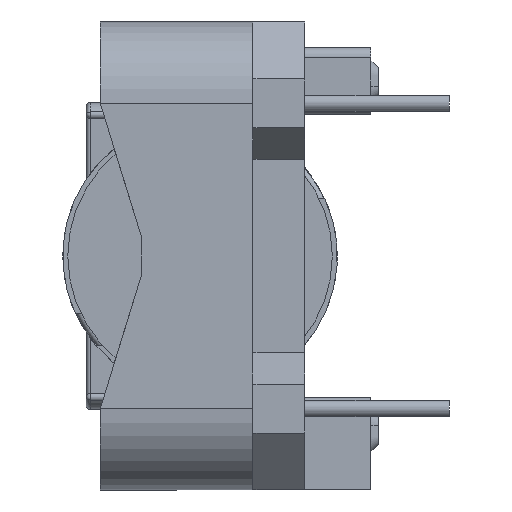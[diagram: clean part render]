
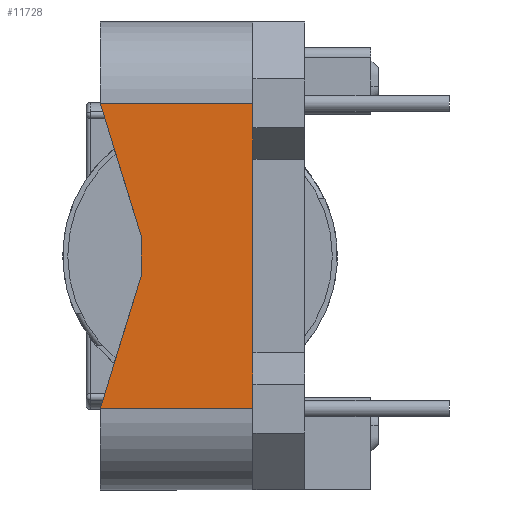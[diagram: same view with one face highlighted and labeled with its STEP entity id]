
A CAD part, left-side view. The second image highlights one B-rep face of the part: STEP entity #11728.
In plain terms, the highlighted planar face has unit normal (-1, 0, 0).
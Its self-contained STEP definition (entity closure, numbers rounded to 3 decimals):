
#247 = CARTESIAN_POINT ( 'NONE',  ( -32.245, 16.912, -1. ) ) ;
#471 = VECTOR ( 'NONE', #16178, 1000. ) ;
#661 = DIRECTION ( 'NONE',  ( 0., 0., 1. ) ) ;
#1256 = ORIENTED_EDGE ( 'NONE', *, *, #20299, .F. ) ;
#1710 = CARTESIAN_POINT ( 'NONE',  ( -32.245, 11.412, 7.5 ) ) ;
#2029 = CARTESIAN_POINT ( 'NONE',  ( -32.245, 18.912, -7.5 ) ) ;
#2441 = VERTEX_POINT ( 'NONE', #22537 ) ;
#2477 = LINE ( 'NONE', #17693, #5329 ) ;
#2936 = CARTESIAN_POINT ( 'NONE',  ( -32.245, 18.912, 0. ) ) ;
#3142 = VECTOR ( 'NONE', #10630, 1000. ) ;
#3391 = LINE ( 'NONE', #9864, #13629 ) ;
#3678 = EDGE_CURVE ( 'NONE', #5486, #13984, #3391, .T. ) ;
#4369 = CARTESIAN_POINT ( 'NONE',  ( -32.245, 11.412, 0. ) ) ;
#4875 = EDGE_CURVE ( 'NONE', #22937, #21292, #19804, .T. ) ;
#5329 = VECTOR ( 'NONE', #8481, 1000. ) ;
#5486 = VERTEX_POINT ( 'NONE', #247 ) ;
#6176 = DIRECTION ( 'NONE',  ( 0., 0., 1. ) ) ;
#8014 = LINE ( 'NONE', #10782, #9986 ) ;
#8075 = VECTOR ( 'NONE', #6176, 1000. ) ;
#8182 = FACE_OUTER_BOUND ( 'NONE', #15335, .T. ) ;
#8481 = DIRECTION ( 'NONE',  ( 0., -0.294, 0.956 ) ) ;
#8552 = PLANE ( 'NONE',  #10382 ) ;
#8925 = ORIENTED_EDGE ( 'NONE', *, *, #18907, .T. ) ;
#8961 = CARTESIAN_POINT ( 'NONE',  ( -32.245, 11.412, 0. ) ) ;
#9864 = CARTESIAN_POINT ( 'NONE',  ( -32.245, 16.912, -1. ) ) ;
#9986 = VECTOR ( 'NONE', #16323, 1000. ) ;
#10023 = ORIENTED_EDGE ( 'NONE', *, *, #15027, .T. ) ;
#10382 = AXIS2_PLACEMENT_3D ( 'NONE', #2936, #15757, #21093 ) ;
#10457 = LINE ( 'NONE', #13279, #11053 ) ;
#10630 = DIRECTION ( 'NONE',  ( 0., -1., 0. ) ) ;
#10655 = CARTESIAN_POINT ( 'NONE',  ( -32.245, 11.412, 4.75 ) ) ;
#10782 = CARTESIAN_POINT ( 'NONE',  ( -32.245, 18.912, 7.5 ) ) ;
#11053 = VECTOR ( 'NONE', #661, 1000. ) ;
#11287 = DIRECTION ( 'NONE',  ( 0., -1., 0. ) ) ;
#11291 = CARTESIAN_POINT ( 'NONE',  ( -32.245, 16.912, 1. ) ) ;
#11368 = VECTOR ( 'NONE', #11287, 1000. ) ;
#11622 = ORIENTED_EDGE ( 'NONE', *, *, #3678, .F. ) ;
#11728 = ADVANCED_FACE ( 'NONE', ( #8182 ), #8552, .F. ) ;
#12491 = EDGE_CURVE ( 'NONE', #19575, #5486, #2477, .T. ) ;
#13279 = CARTESIAN_POINT ( 'NONE',  ( -32.245, 11.412, 0. ) ) ;
#13329 = DIRECTION ( 'NONE',  ( 0., 0., 1. ) ) ;
#13629 = VECTOR ( 'NONE', #13329, 1000. ) ;
#13638 = ORIENTED_EDGE ( 'NONE', *, *, #20802, .F. ) ;
#13984 = VERTEX_POINT ( 'NONE', #11291 ) ;
#14483 = LINE ( 'NONE', #8961, #471 ) ;
#14775 = EDGE_CURVE ( 'NONE', #19575, #16107, #17369, .T. ) ;
#14798 = CARTESIAN_POINT ( 'NONE',  ( -32.245, 11.412, -4.75 ) ) ;
#15027 = EDGE_CURVE ( 'NONE', #21294, #22937, #10457, .T. ) ;
#15335 = EDGE_LOOP ( 'NONE', ( #8925, #10023, #23127, #13638, #1256, #11622, #15732, #19254 ) ) ;
#15732 = ORIENTED_EDGE ( 'NONE', *, *, #12491, .F. ) ;
#15757 = DIRECTION ( 'NONE',  ( 1., 0., 0. ) ) ;
#16107 = VERTEX_POINT ( 'NONE', #17230 ) ;
#16178 = DIRECTION ( 'NONE',  ( 0., 0., 1. ) ) ;
#16323 = DIRECTION ( 'NONE',  ( 0., 0.294, 0.956 ) ) ;
#16333 = CARTESIAN_POINT ( 'NONE',  ( -32.245, 18.912, -7.5 ) ) ;
#17230 = CARTESIAN_POINT ( 'NONE',  ( -32.245, 11.412, -7.5 ) ) ;
#17369 = LINE ( 'NONE', #16333, #3142 ) ;
#17397 = LINE ( 'NONE', #22234, #11368 ) ;
#17693 = CARTESIAN_POINT ( 'NONE',  ( -32.245, 18.912, -7.5 ) ) ;
#18907 = EDGE_CURVE ( 'NONE', #16107, #21294, #14483, .T. ) ;
#19254 = ORIENTED_EDGE ( 'NONE', *, *, #14775, .T. ) ;
#19575 = VERTEX_POINT ( 'NONE', #2029 ) ;
#19804 = LINE ( 'NONE', #4369, #8075 ) ;
#20299 = EDGE_CURVE ( 'NONE', #13984, #2441, #8014, .T. ) ;
#20802 = EDGE_CURVE ( 'NONE', #2441, #21292, #17397, .T. ) ;
#21093 = DIRECTION ( 'NONE',  ( 0., 0., -1. ) ) ;
#21292 = VERTEX_POINT ( 'NONE', #1710 ) ;
#21294 = VERTEX_POINT ( 'NONE', #14798 ) ;
#22234 = CARTESIAN_POINT ( 'NONE',  ( -32.245, 18.912, 7.5 ) ) ;
#22537 = CARTESIAN_POINT ( 'NONE',  ( -32.245, 18.912, 7.5 ) ) ;
#22937 = VERTEX_POINT ( 'NONE', #10655 ) ;
#23127 = ORIENTED_EDGE ( 'NONE', *, *, #4875, .T. ) ;
